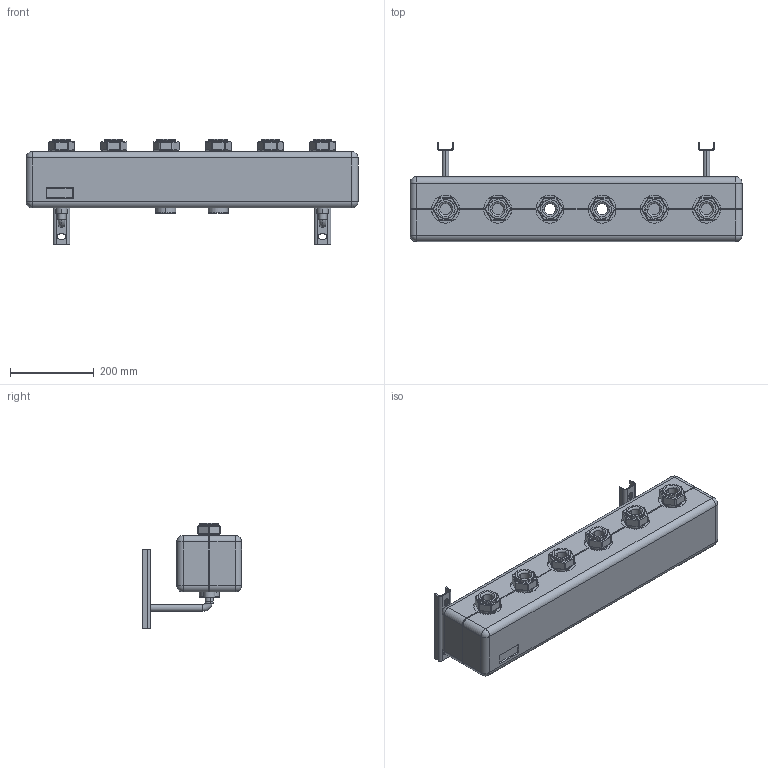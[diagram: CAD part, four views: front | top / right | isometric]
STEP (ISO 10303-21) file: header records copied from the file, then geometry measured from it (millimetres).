
FILE_DESCRIPTION(('CATIA V5 STEP Exchange','CAx-IF Rec.Pracs.--- Model Styling and Organization---1.4--- 2014-01-23','CAx-IF Rec.Pracs.---3D Tessellated Data Validation Properties---0.5---2014-09-14'),'2;1');
FILE_NAME('STEP_550230_-_TST.stp','2022-03-10T15:59:08+00:00',('none'),('none'),'CATIA Version 5-6 Release 2019 SP3','CATIA V5 STEP AP242 v1','none');
FILE_SCHEMA(('AP242_MANAGED_MODEL_BASED_3D_ENGINEERING_MIM_LF {1 0 10303 442 1 1 4}'));
Products named in the file (1): 550230 - TST
Bounding box: 795 x 237.5 x 253.5 mm (x, y, z)
Volume: 12775637.4 mm3; surface area: 1619362.4 mm2
Topology: 31 solids, 31 shells, 1308 faces, 3632 edges, 2388 vertices
Faces by surface type: plane 554, cylinder 478, cone 144, torus 108, sphere 24
Entity records: 43883 total; most frequent: CARTESIAN_POINT 12755, ORIENTED_EDGE 7216, DIRECTION 5047, EDGE_CURVE 3608, VERTEX_POINT 2388, AXIS2_PLACEMENT_3D 2244, VECTOR 1820, LINE 1820
